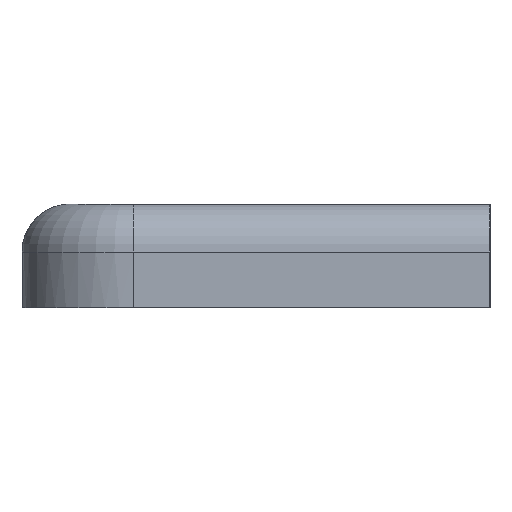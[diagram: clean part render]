
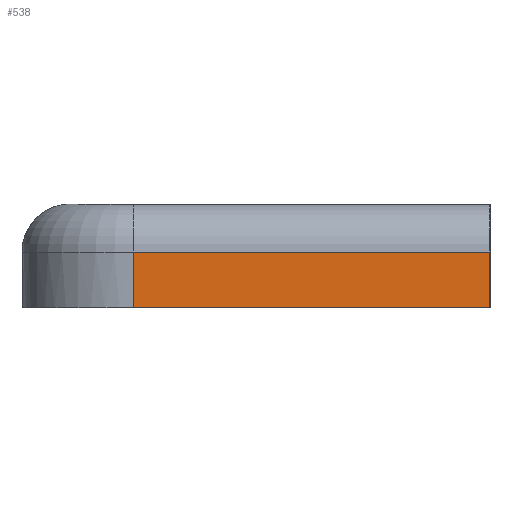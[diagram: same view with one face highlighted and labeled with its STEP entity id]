
A CAD part, left-side view. The second image highlights one B-rep face of the part: STEP entity #538.
In plain terms, the highlighted planar face has unit normal (-1, 0, 0).
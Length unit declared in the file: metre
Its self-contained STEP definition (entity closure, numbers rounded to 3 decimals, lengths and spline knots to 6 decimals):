
#120=ORIENTED_EDGE('',*,*,#249,.F.);
#121=ORIENTED_EDGE('',*,*,#262,.T.);
#122=ORIENTED_EDGE('',*,*,#210,.F.);
#123=ORIENTED_EDGE('',*,*,#263,.T.);
#210=EDGE_CURVE('',#287,#288,#335,.F.);
#249=EDGE_CURVE('',#319,#320,#365,.T.);
#262=EDGE_CURVE('',#319,#288,#373,.F.);
#263=EDGE_CURVE('',#287,#320,#374,.T.);
#287=VERTEX_POINT('',#775);
#288=VERTEX_POINT('',#776);
#319=VERTEX_POINT('',#862);
#320=VERTEX_POINT('',#864);
#335=LINE('',#774,#390);
#365=LINE('',#863,#420);
#373=LINE('',#896,#428);
#374=LINE('',#897,#429);
#390=VECTOR('',#621,1.);
#420=VECTOR('',#683,1.);
#428=VECTOR('',#707,1.);
#429=VECTOR('',#708,1.);
#459=EDGE_LOOP('',(#120,#121,#122,#123));
#490=FACE_BOUND('',#459,.T.);
#515=PLANE('',#592);
#538=ADVANCED_FACE('',(#490),#515,.F.);
#592=AXIS2_PLACEMENT_3D('',#895,#705,#706);
#621=DIRECTION('',(0.,0.,1.));
#683=DIRECTION('',(0.,0.,1.));
#705=DIRECTION('',(1.,0.,0.));
#706=DIRECTION('',(0.,0.,-1.));
#707=DIRECTION('',(0.,1.,0.));
#708=DIRECTION('',(0.,1.,0.));
#774=CARTESIAN_POINT('',(-0.19707,0.039951,-0.007));
#775=CARTESIAN_POINT('',(-0.19707,0.039951,0.001));
#776=CARTESIAN_POINT('',(-0.19707,0.039951,-0.0025));
#862=CARTESIAN_POINT('',(-0.197067,0.062231,-0.0025));
#863=CARTESIAN_POINT('',(-0.19707,0.062231,-0.009));
#864=CARTESIAN_POINT('',(-0.19707,0.062231,0.001));
#895=CARTESIAN_POINT('',(-0.19707,0.011427,-0.009));
#896=CARTESIAN_POINT('',(-0.19707,0.011427,-0.0025));
#897=CARTESIAN_POINT('',(-0.19707,0.062231,0.001));
